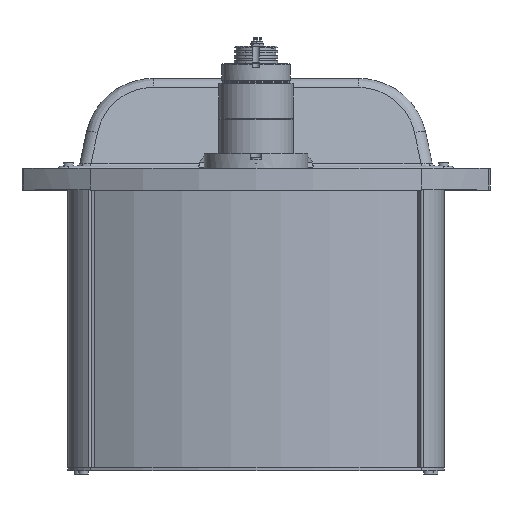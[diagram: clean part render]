
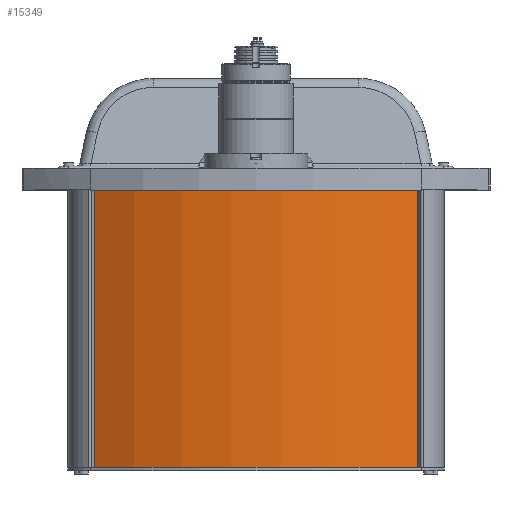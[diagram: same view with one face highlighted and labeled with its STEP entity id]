
A CAD part, front view. The second image highlights one B-rep face of the part: STEP entity #15349.
In plain terms, the highlighted cylindrical face has radius 285.042 mm (diameter 570.084 mm), a partial arc.
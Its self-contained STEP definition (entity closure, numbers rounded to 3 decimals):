
#494 = CARTESIAN_POINT ( 'NONE',  ( 145.733, -7.709, 220.949 ) ) ;
#1160 = DIRECTION ( 'NONE',  ( 0.511, -0.859, 0. ) ) ;
#1342 = EDGE_CURVE ( 'NONE', #10056, #23435, #16226, .T. ) ;
#1352 = EDGE_CURVE ( 'NONE', #10056, #2289, #3938, .T. ) ;
#1512 = AXIS2_PLACEMENT_3D ( 'NONE', #16528, #5176, #1160 ) ;
#1850 = CARTESIAN_POINT ( 'NONE',  ( 145.733, -7.709, 220.949 ) ) ;
#1885 = CARTESIAN_POINT ( 'NONE',  ( -145.733, -7.709, -23.051 ) ) ;
#2289 = VERTEX_POINT ( 'NONE', #5190 ) ;
#2723 = VECTOR ( 'NONE', #5850, 1000. ) ;
#2777 = DIRECTION ( 'NONE',  ( 0., 0., -1. ) ) ;
#3368 = LINE ( 'NONE', #8583, #11760 ) ;
#3938 = LINE ( 'NONE', #1850, #2723 ) ;
#5059 = CYLINDRICAL_SURFACE ( 'NONE', #11067, 285.042 ) ;
#5176 = DIRECTION ( 'NONE',  ( 0., 0., -1. ) ) ;
#5190 = CARTESIAN_POINT ( 'NONE',  ( 145.733, -7.709, -23.051 ) ) ;
#5850 = DIRECTION ( 'NONE',  ( 0., 0., -1. ) ) ;
#6704 = EDGE_LOOP ( 'NONE', ( #14934, #21793, #24608, #7137 ) ) ;
#7137 = ORIENTED_EDGE ( 'NONE', *, *, #20177, .T. ) ;
#7973 = EDGE_CURVE ( 'NONE', #2289, #16439, #23591, .T. ) ;
#8583 = CARTESIAN_POINT ( 'NONE',  ( -145.733, -7.709, 220.949 ) ) ;
#9184 = CARTESIAN_POINT ( 'NONE',  ( -145.733, -7.709, 220.949 ) ) ;
#10056 = VERTEX_POINT ( 'NONE', #494 ) ;
#10627 = AXIS2_PLACEMENT_3D ( 'NONE', #15194, #20847, #16803 ) ;
#11067 = AXIS2_PLACEMENT_3D ( 'NONE', #23652, #23732, #14029 ) ;
#11662 = FACE_OUTER_BOUND ( 'NONE', #6704, .T. ) ;
#11760 = VECTOR ( 'NONE', #2777, 1000. ) ;
#14029 = DIRECTION ( 'NONE',  ( -1., 0., 0. ) ) ;
#14934 = ORIENTED_EDGE ( 'NONE', *, *, #7973, .F. ) ;
#15194 = CARTESIAN_POINT ( 'NONE',  ( 0., 237.262, 220.949 ) ) ;
#15349 = ADVANCED_FACE ( 'NONE', ( #11662 ), #5059, .T. ) ;
#16226 = CIRCLE ( 'NONE', #10627, 285.042 ) ;
#16439 = VERTEX_POINT ( 'NONE', #1885 ) ;
#16528 = CARTESIAN_POINT ( 'NONE',  ( 0., 237.262, -23.051 ) ) ;
#16803 = DIRECTION ( 'NONE',  ( 0.511, -0.859, 0. ) ) ;
#20177 = EDGE_CURVE ( 'NONE', #23435, #16439, #3368, .T. ) ;
#20847 = DIRECTION ( 'NONE',  ( 0., 0., -1. ) ) ;
#21793 = ORIENTED_EDGE ( 'NONE', *, *, #1352, .F. ) ;
#23435 = VERTEX_POINT ( 'NONE', #9184 ) ;
#23591 = CIRCLE ( 'NONE', #1512, 285.042 ) ;
#23652 = CARTESIAN_POINT ( 'NONE',  ( 0., 237.262, 220.949 ) ) ;
#23732 = DIRECTION ( 'NONE',  ( 0., 0., -1. ) ) ;
#24608 = ORIENTED_EDGE ( 'NONE', *, *, #1342, .T. ) ;
